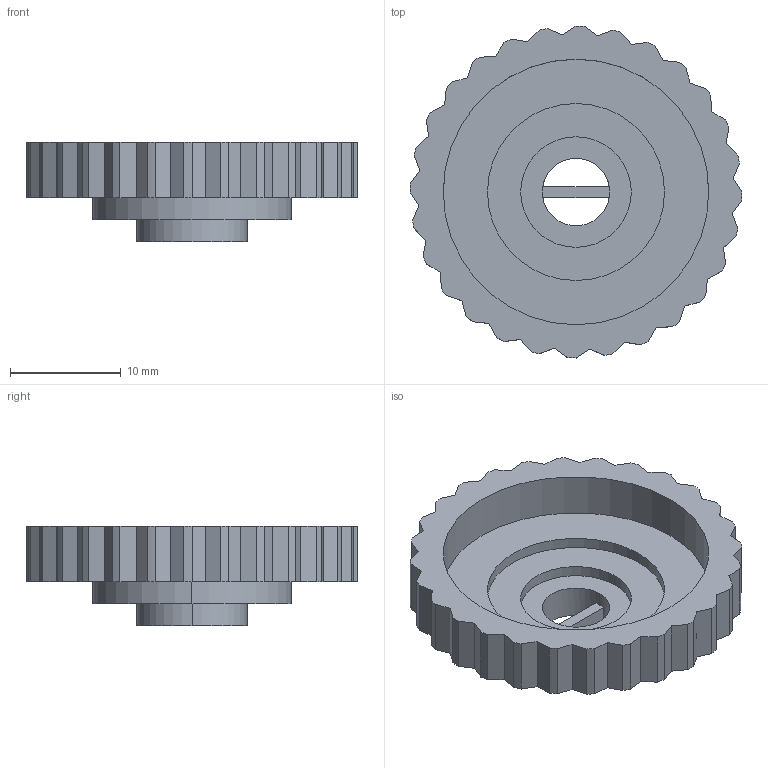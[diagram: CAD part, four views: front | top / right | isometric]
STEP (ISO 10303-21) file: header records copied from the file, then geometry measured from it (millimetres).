
FILE_DESCRIPTION (( 'STEP AP203' ), '1' );
FILE_NAME ('VolumeMountNew3.STEP', '2023-09-26T00:17:25', ( '' ), ( '' ), 'SwSTEP 2.0', 'SolidWorks 2023', '' );
FILE_SCHEMA (( 'CONFIG_CONTROL_DESIGN' ));
Length unit declared in the file: millimetre
Products named in the file (1): VolumeMountNew3
Bounding box: 30 x 30 x 9 mm (x, y, z)
Volume: 1893.3 mm3; surface area: 2464.4 mm2
Topology: 1 solids, 1 shells, 106 faces, 300 edges, 200 vertices
Faces by surface type: plane 66, cylinder 40
Entity records: 3533 total; most frequent: CARTESIAN_POINT 607, ORIENTED_EDGE 600, DIRECTION 598, EDGE_CURVE 300, LINE 216, VECTOR 216, VERTEX_POINT 200, AXIS2_PLACEMENT_3D 191
